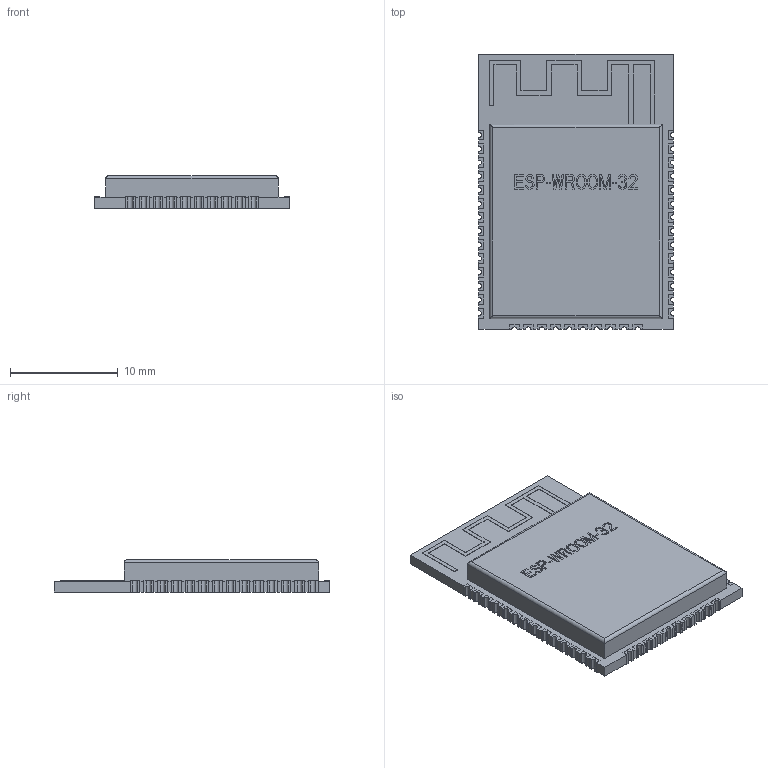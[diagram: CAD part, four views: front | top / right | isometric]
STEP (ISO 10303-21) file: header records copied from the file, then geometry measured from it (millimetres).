
FILE_DESCRIPTION(('FreeCAD Model'),'2;1');
FILE_NAME('User Library-esp-wroom-32.step', '2017-05-03T07:01:56',('kicad StepUp'),('ksu MCAD'), 'Open CASCADE STEP processor 6.8','FreeCAD','Unknown');
FILE_SCHEMA(('AUTOMOTIVE_DESIGN_CC2 { 1 2 10303 214 -1 1 5 4 }'));
Length unit declared in the file: millimetre
Products named in the file (2): ASSEMBLY; User_Library-esp-wroom-32
Assembly tree (1 placements, depth 2):
  ASSEMBLY
    User_Library-esp-wroom-32
Bounding box: 18.07 x 25.54 x 3.04 mm (x, y, z)
Volume: 1033 mm3; surface area: 1155 mm2
Topology: 1 solids, 1 shells, 923 faces, 2665 edges, 1762 vertices
Faces by surface type: plane 881, cylinder 42
Entity records: 36176 total; most frequent: CARTESIAN_POINT 5364, ORIENTED_EDGE 5330, DIRECTION 4587, EDGE_CURVE 2665, LINE 2585, VECTOR 2585, VERTEX_POINT 1762, AXIS2_PLACEMENT_3D 1001
